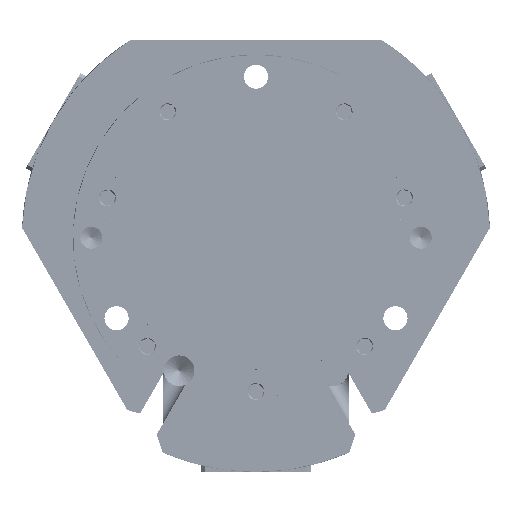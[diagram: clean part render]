
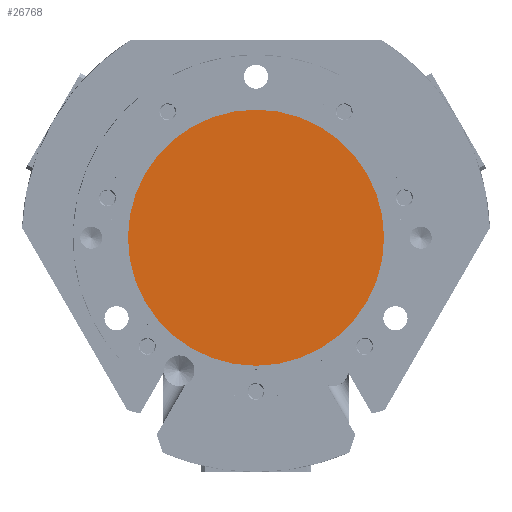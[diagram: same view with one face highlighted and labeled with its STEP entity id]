
A CAD part, front view. The second image highlights one B-rep face of the part: STEP entity #26768.
In plain terms, the highlighted face is planar.
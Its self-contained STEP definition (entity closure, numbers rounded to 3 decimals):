
#1888 = CARTESIAN_POINT ( 'NONE',  ( 0.5, -17.5, 0. ) ) ;
#1898 = VERTEX_POINT ( 'NONE', #12570 ) ;
#3420 = CARTESIAN_POINT ( 'NONE',  ( 0.5, 0., 0. ) ) ;
#4025 = EDGE_CURVE ( 'NONE', #1898, #11074, #22043, .T. ) ;
#9409 = DIRECTION ( 'NONE',  ( 0., -1., 0. ) ) ;
#10662 = CIRCLE ( 'NONE', #11921, 17.5 ) ;
#11074 = VERTEX_POINT ( 'NONE', #1888 ) ;
#11405 = EDGE_CURVE ( 'NONE', #11074, #1898, #10662, .T. ) ;
#11863 = AXIS2_PLACEMENT_3D ( 'NONE', #3420, #20828, #11987 ) ;
#11921 = AXIS2_PLACEMENT_3D ( 'NONE', #13559, #18319, #9409 ) ;
#11987 = DIRECTION ( 'NONE',  ( 0., -1., 0. ) ) ;
#12570 = CARTESIAN_POINT ( 'NONE',  ( 0.5, 17.5, 0. ) ) ;
#13559 = CARTESIAN_POINT ( 'NONE',  ( 0.5, 0., 0. ) ) ;
#14610 = ORIENTED_EDGE ( 'NONE', *, *, #11405, .T. ) ;
#18319 = DIRECTION ( 'NONE',  ( -1., 0., 0. ) ) ;
#19461 = DIRECTION ( 'NONE',  ( 0., -1., 0. ) ) ;
#19815 = PLANE ( 'NONE',  #19885 ) ;
#19885 = AXIS2_PLACEMENT_3D ( 'NONE', #24356, #26582, #19461 ) ;
#20828 = DIRECTION ( 'NONE',  ( -1., 0., 0. ) ) ;
#22043 = CIRCLE ( 'NONE', #11863, 17.5 ) ;
#22956 = ORIENTED_EDGE ( 'NONE', *, *, #4025, .T. ) ;
#24356 = CARTESIAN_POINT ( 'NONE',  ( 0.5, 0., 0. ) ) ;
#25218 = EDGE_LOOP ( 'NONE', ( #14610, #22956 ) ) ;
#26582 = DIRECTION ( 'NONE',  ( -1., 0., 0. ) ) ;
#26768 = ADVANCED_FACE ( 'NONE', ( #28030 ), #19815, .T. ) ;
#28030 = FACE_OUTER_BOUND ( 'NONE', #25218, .T. ) ;
